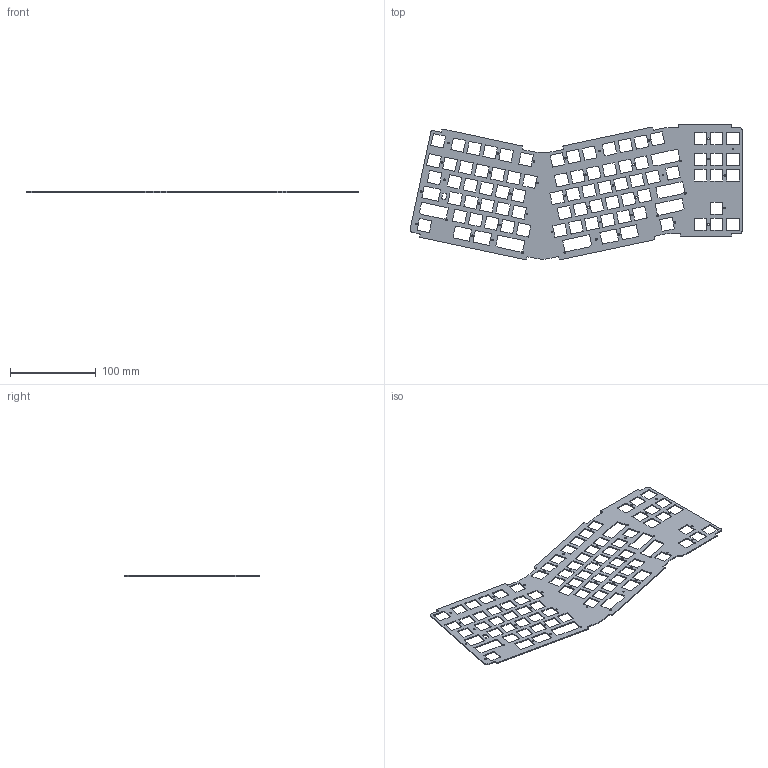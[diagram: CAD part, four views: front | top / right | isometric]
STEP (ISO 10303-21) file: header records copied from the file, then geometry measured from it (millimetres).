
FILE_DESCRIPTION(/* description */ (''),/* implementation_level */ '2;1');
FILE_NAME(/* name */ 'Virgo_Plate_Default_FIX.step',/* time_stamp */ '2024-01-20T20:31:33+01:00',/* author */ (''),/* organization */ (''),/* preprocessor_version */ 'ST-DEVELOPER v20',/* originating_system */ 'Autodesk Translation Framework v12.14.0.127',/* authorisation */ '');
FILE_SCHEMA (('AUTOMOTIVE_DESIGN { 1 0 10303 214 3 1 1 }'));
Length unit declared in the file: millimetre
Products named in the file (2): Virgo Plate Maker; Default
Assembly tree (1 placements, depth 2):
  Virgo Plate Maker
    Default
Bounding box: 387.31 x 158.14 x 1.2 mm (x, y, z)
Volume: 34560.2 mm3; surface area: 65440.5 mm2
Topology: 1 solids, 1 shells, 824 faces, 2466 edges, 1644 vertices
Faces by surface type: cylinder 420, plane 404
Full cylindrical faces by diameter (mm): 2 x43
Entity records: 28571 total; most frequent: DIRECTION 4960, CARTESIAN_POINT 4937, ORIENTED_EDGE 4932, EDGE_CURVE 2466, AXIS2_PLACEMENT_3D 1667, VERTEX_POINT 1644, LINE 1626, VECTOR 1626
